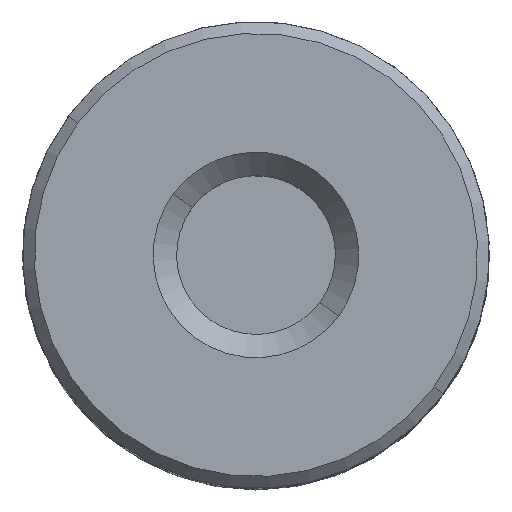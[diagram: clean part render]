
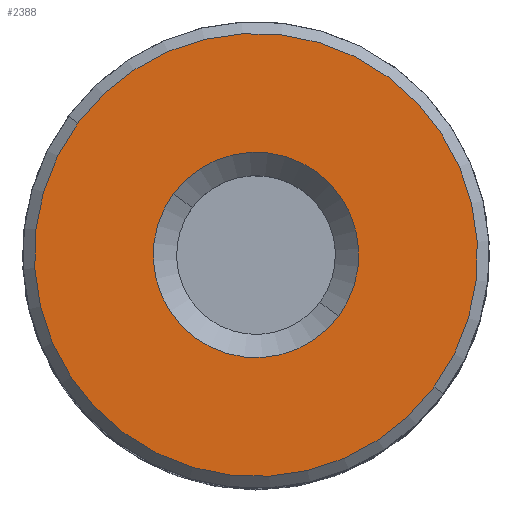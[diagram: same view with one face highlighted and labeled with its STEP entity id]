
A CAD part, top view. The second image highlights one B-rep face of the part: STEP entity #2388.
In plain terms, the highlighted face is planar.
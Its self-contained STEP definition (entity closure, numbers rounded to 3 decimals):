
#157 = AXIS2_PLACEMENT_3D ( 'NONE', #735, #1436, #284 ) ;
#284 = DIRECTION ( 'NONE',  ( 1., 0., 0. ) ) ;
#297 = CARTESIAN_POINT ( 'NONE',  ( 4.4, 0., 0. ) ) ;
#589 = EDGE_CURVE ( 'NONE', #2872, #2812, #2114, .T. ) ;
#735 = CARTESIAN_POINT ( 'NONE',  ( 0., 0., 0. ) ) ;
#777 = DIRECTION ( 'NONE',  ( 0., 0., 1. ) ) ;
#826 = DIRECTION ( 'NONE',  ( 1., 0., 0. ) ) ;
#894 = AXIS2_PLACEMENT_3D ( 'NONE', #1006, #1519, #2196 ) ;
#955 = CARTESIAN_POINT ( 'NONE',  ( 9.49, 0., 0. ) ) ;
#1006 = CARTESIAN_POINT ( 'NONE',  ( 0., 0., 0. ) ) ;
#1018 = AXIS2_PLACEMENT_3D ( 'NONE', #2396, #777, #1275 ) ;
#1192 = EDGE_LOOP ( 'NONE', ( #2327, #2308 ) ) ;
#1275 = DIRECTION ( 'NONE',  ( 1., 0., 0. ) ) ;
#1282 = EDGE_LOOP ( 'NONE', ( #2911, #2778 ) ) ;
#1354 = AXIS2_PLACEMENT_3D ( 'NONE', #1867, #2729, #1860 ) ;
#1436 = DIRECTION ( 'NONE',  ( 0., 0., -1. ) ) ;
#1460 = VERTEX_POINT ( 'NONE', #955 ) ;
#1484 = CIRCLE ( 'NONE', #894, 4.4 ) ;
#1507 = EDGE_CURVE ( 'NONE', #1460, #1514, #1593, .T. ) ;
#1514 = VERTEX_POINT ( 'NONE', #1662 ) ;
#1519 = DIRECTION ( 'NONE',  ( 0., 0., 1. ) ) ;
#1593 = CIRCLE ( 'NONE', #157, 9.49 ) ;
#1640 = CARTESIAN_POINT ( 'NONE',  ( -4.4, 0., 0. ) ) ;
#1662 = CARTESIAN_POINT ( 'NONE',  ( -9.49, 0., 0. ) ) ;
#1696 = CIRCLE ( 'NONE', #2956, 9.49 ) ;
#1761 = CARTESIAN_POINT ( 'NONE',  ( 0., 0., 0. ) ) ;
#1860 = DIRECTION ( 'NONE',  ( 1., 0., 0. ) ) ;
#1867 = CARTESIAN_POINT ( 'NONE',  ( 0., 0., 0. ) ) ;
#1964 = FACE_BOUND ( 'NONE', #1282, .T. ) ;
#2114 = CIRCLE ( 'NONE', #1354, 4.4 ) ;
#2192 = DIRECTION ( 'NONE',  ( 0., 0., -1. ) ) ;
#2196 = DIRECTION ( 'NONE',  ( 1., 0., 0. ) ) ;
#2208 = PLANE ( 'NONE',  #1018 ) ;
#2308 = ORIENTED_EDGE ( 'NONE', *, *, #2830, .T. ) ;
#2327 = ORIENTED_EDGE ( 'NONE', *, *, #1507, .T. ) ;
#2388 = ADVANCED_FACE ( 'NONE', ( #1964, #2647 ), #2208, .F. ) ;
#2396 = CARTESIAN_POINT ( 'NONE',  ( 0., 0., 0. ) ) ;
#2425 = EDGE_CURVE ( 'NONE', #2812, #2872, #1484, .T. ) ;
#2647 = FACE_OUTER_BOUND ( 'NONE', #1192, .T. ) ;
#2729 = DIRECTION ( 'NONE',  ( 0., 0., 1. ) ) ;
#2778 = ORIENTED_EDGE ( 'NONE', *, *, #589, .T. ) ;
#2812 = VERTEX_POINT ( 'NONE', #1640 ) ;
#2830 = EDGE_CURVE ( 'NONE', #1514, #1460, #1696, .T. ) ;
#2872 = VERTEX_POINT ( 'NONE', #297 ) ;
#2911 = ORIENTED_EDGE ( 'NONE', *, *, #2425, .T. ) ;
#2956 = AXIS2_PLACEMENT_3D ( 'NONE', #1761, #2192, #826 ) ;
